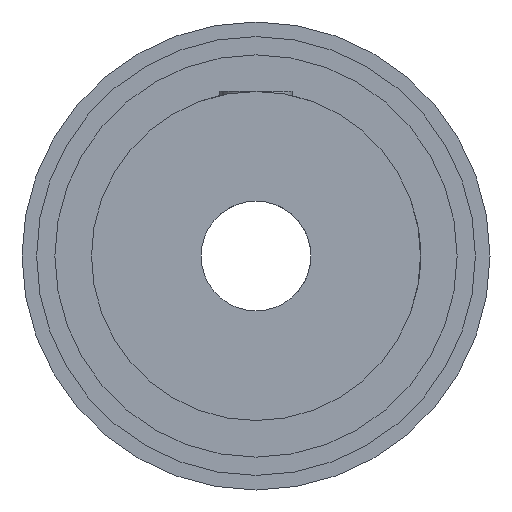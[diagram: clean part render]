
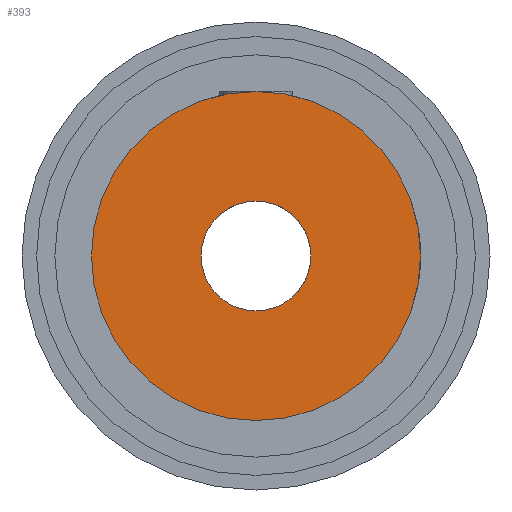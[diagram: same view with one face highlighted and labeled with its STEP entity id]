
A CAD part, left-side view. The second image highlights one B-rep face of the part: STEP entity #393.
In plain terms, the highlighted planar face has unit normal (-1, 0, 0).
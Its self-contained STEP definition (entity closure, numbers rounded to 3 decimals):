
#2=CARTESIAN_POINT('',(-0.5,0.,0.));
#3=DIRECTION('',(-1.,0.,0.));
#4=DIRECTION('',(0.,1.,0.));
#5=AXIS2_PLACEMENT_3D('',#2,#3,#4);
#7=CARTESIAN_POINT('',(-0.5,0.,0.));
#8=DIRECTION('',(1.,0.,0.));
#9=DIRECTION('',(0.,1.,0.));
#10=AXIS2_PLACEMENT_3D('',#7,#8,#9);
#12=CARTESIAN_POINT('',(-0.5,0.,0.));
#13=DIRECTION('',(-1.,0.,0.));
#14=DIRECTION('',(0.,-1.,0.));
#15=AXIS2_PLACEMENT_3D('',#12,#13,#14);
#17=CARTESIAN_POINT('',(-0.5,0.,0.));
#18=DIRECTION('',(-1.,0.,0.));
#19=DIRECTION('',(0.,1.,0.));
#20=AXIS2_PLACEMENT_3D('',#17,#18,#19);
#329=CARTESIAN_POINT('',(-0.5,4.5,0.));
#331=VERTEX_POINT('',#329);
#358=CARTESIAN_POINT('',(-0.5,-4.5,0.));
#359=VERTEX_POINT('',#358);
#360=CARTESIAN_POINT('',(-0.5,-1.5,0.));
#361=CARTESIAN_POINT('',(-0.5,1.5,0.));
#362=VERTEX_POINT('',#360);
#363=VERTEX_POINT('',#361);
#376=CARTESIAN_POINT('',(-0.5,0.,0.));
#377=DIRECTION('',(1.,0.,0.));
#378=DIRECTION('',(0.,-1.,0.));
#379=AXIS2_PLACEMENT_3D('',#376,#377,#378);
#380=PLANE('',#379);
#382=ORIENTED_EDGE('',*,*,#381,.F.);
#384=ORIENTED_EDGE('',*,*,#383,.T.);
#385=EDGE_LOOP('',(#382,#384));
#386=FACE_OUTER_BOUND('',#385,.F.);
#388=ORIENTED_EDGE('',*,*,#387,.T.);
#390=ORIENTED_EDGE('',*,*,#389,.T.);
#391=EDGE_LOOP('',(#388,#390));
#392=FACE_BOUND('',#391,.F.);
#393=ADVANCED_FACE('',(#386,#392),#380,.F.);
#6=CIRCLE('',#5,4.5);
#11=CIRCLE('',#10,4.5);
#16=CIRCLE('',#15,1.5);
#21=CIRCLE('',#20,1.5);
#381=EDGE_CURVE('',#331,#359,#6,.T.);
#383=EDGE_CURVE('',#331,#359,#11,.T.);
#387=EDGE_CURVE('',#362,#363,#16,.T.);
#389=EDGE_CURVE('',#363,#362,#21,.T.);
